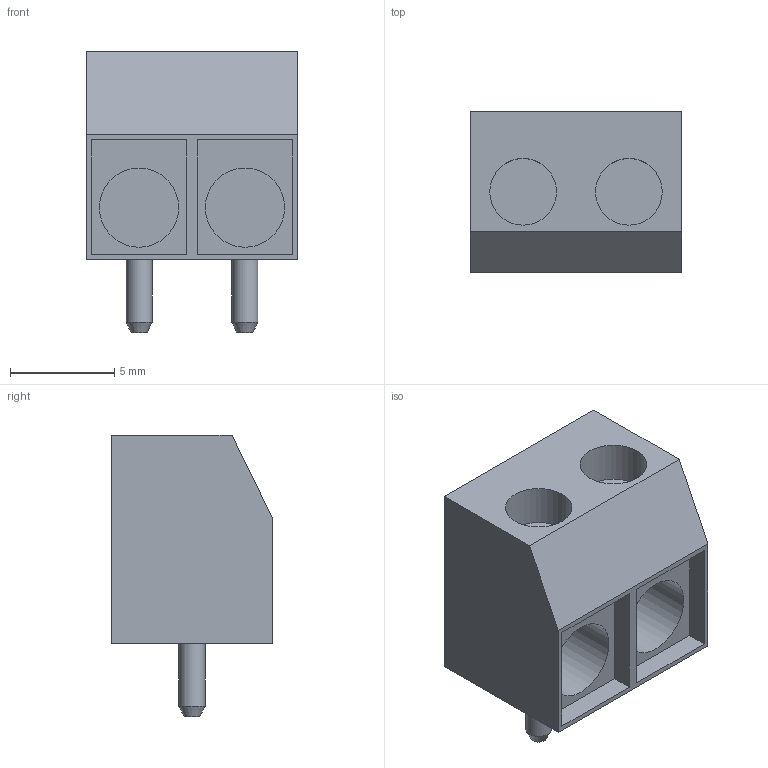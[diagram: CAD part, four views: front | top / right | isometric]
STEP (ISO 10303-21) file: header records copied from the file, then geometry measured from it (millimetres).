
FILE_DESCRIPTION(('FreeCAD Model'),'2;1');
FILE_NAME('TerminalBlock_bornier-2_P5.08mm.step', '2018-02-11T22:55:20',('kicad StepUp'),('ksu MCAD'), 'Open CASCADE STEP processor 7.1','FreeCAD','Unknown');
FILE_SCHEMA(('AUTOMOTIVE_DESIGN { 1 0 10303 214 1 1 1 1 }'));
Length unit declared in the file: millimetre
Products named in the file (1): TerminalBlock_bornier-2_P5.08mm
Bounding box: 10.16 x 7.75 x 13.5 mm (x, y, z)
Volume: 560 mm3; surface area: 718.1 mm2
Topology: 1 solids, 1 shells, 31 faces, 61 edges, 40 vertices
Faces by surface type: plane 23, cylinder 6, cone 2
Full cylindrical faces by diameter (mm): 1.25 x2, 3.2 x2, 3.8 x2
Entity records: 1015 total; most frequent: CARTESIAN_POINT 141, DIRECTION 131, ORIENTED_EDGE 122, EDGE_CURVE 61, AXIS2_PLACEMENT_3D 46, VERTEX_POINT 40, FACE_BOUND 39, EDGE_LOOP 39
